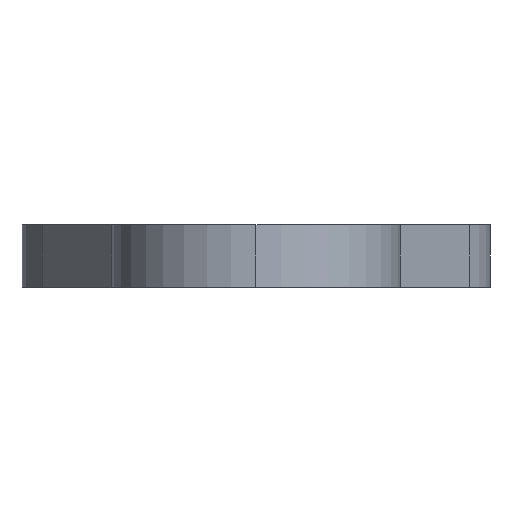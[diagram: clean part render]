
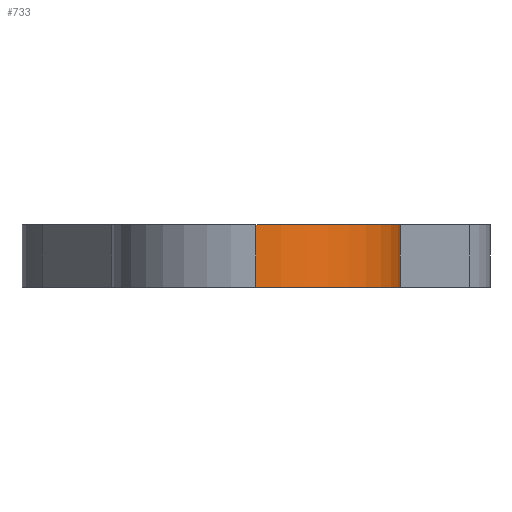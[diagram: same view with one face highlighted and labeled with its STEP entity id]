
A CAD part, left-side view. The second image highlights one B-rep face of the part: STEP entity #733.
In plain terms, the highlighted cylindrical face has radius 5.5 mm (diameter 11 mm), a partial arc.
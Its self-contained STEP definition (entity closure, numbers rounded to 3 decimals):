
#9 = CARTESIAN_POINT ( 'NONE',  ( -21.877, 10.447, -1.4 ) ) ;
#50 = DIRECTION ( 'NONE',  ( -1., 0., 0. ) ) ;
#71 = AXIS2_PLACEMENT_3D ( 'NONE', #282, #171, #50 ) ;
#87 = DIRECTION ( 'NONE',  ( 0., 0., -1. ) ) ;
#113 = ORIENTED_EDGE ( 'NONE', *, *, #344, .T. ) ;
#171 = DIRECTION ( 'NONE',  ( 0., 0., -1. ) ) ;
#182 = VERTEX_POINT ( 'NONE', #939 ) ;
#209 = ORIENTED_EDGE ( 'NONE', *, *, #245, .F. ) ;
#245 = EDGE_CURVE ( 'NONE', #182, #727, #436, .T. ) ;
#275 = DIRECTION ( 'NONE',  ( 0., 0., -1. ) ) ;
#282 = CARTESIAN_POINT ( 'NONE',  ( -16.377, 10.447, 1. ) ) ;
#344 = EDGE_CURVE ( 'NONE', #182, #889, #683, .T. ) ;
#385 = EDGE_LOOP ( 'NONE', ( #209, #113, #983, #529 ) ) ;
#387 = CARTESIAN_POINT ( 'NONE',  ( -16.377, 4.947, 1. ) ) ;
#393 = CARTESIAN_POINT ( 'NONE',  ( -16.377, 4.947, 1. ) ) ;
#430 = CARTESIAN_POINT ( 'NONE',  ( -16.377, 10.447, -1.4 ) ) ;
#436 = CIRCLE ( 'NONE', #820, 5.5 ) ;
#451 = DIRECTION ( 'NONE',  ( 1., 0., 0. ) ) ;
#458 = DIRECTION ( 'NONE',  ( 0., 0., -1. ) ) ;
#499 = LINE ( 'NONE', #387, #1088 ) ;
#503 = VERTEX_POINT ( 'NONE', #959 ) ;
#529 = ORIENTED_EDGE ( 'NONE', *, *, #1036, .F. ) ;
#557 = DIRECTION ( 'NONE',  ( 0., 0., 1. ) ) ;
#558 = VECTOR ( 'NONE', #458, 1000. ) ;
#566 = CARTESIAN_POINT ( 'NONE',  ( -21.877, 10.447, 1. ) ) ;
#675 = CARTESIAN_POINT ( 'NONE',  ( -16.377, 10.447, 1. ) ) ;
#683 = LINE ( 'NONE', #566, #558 ) ;
#727 = VERTEX_POINT ( 'NONE', #393 ) ;
#733 = ADVANCED_FACE ( 'NONE', ( #1015 ), #1104, .T. ) ;
#755 = AXIS2_PLACEMENT_3D ( 'NONE', #430, #87, #1090 ) ;
#820 = AXIS2_PLACEMENT_3D ( 'NONE', #675, #557, #451 ) ;
#824 = EDGE_CURVE ( 'NONE', #503, #889, #1017, .T. ) ;
#889 = VERTEX_POINT ( 'NONE', #9 ) ;
#939 = CARTESIAN_POINT ( 'NONE',  ( -21.877, 10.447, 1. ) ) ;
#959 = CARTESIAN_POINT ( 'NONE',  ( -16.377, 4.947, -1.4 ) ) ;
#983 = ORIENTED_EDGE ( 'NONE', *, *, #824, .F. ) ;
#1015 = FACE_OUTER_BOUND ( 'NONE', #385, .T. ) ;
#1017 = CIRCLE ( 'NONE', #755, 5.5 ) ;
#1036 = EDGE_CURVE ( 'NONE', #727, #503, #499, .T. ) ;
#1088 = VECTOR ( 'NONE', #275, 1000. ) ;
#1090 = DIRECTION ( 'NONE',  ( -1., 0., 0. ) ) ;
#1104 = CYLINDRICAL_SURFACE ( 'NONE', #71, 5.5 ) ;
